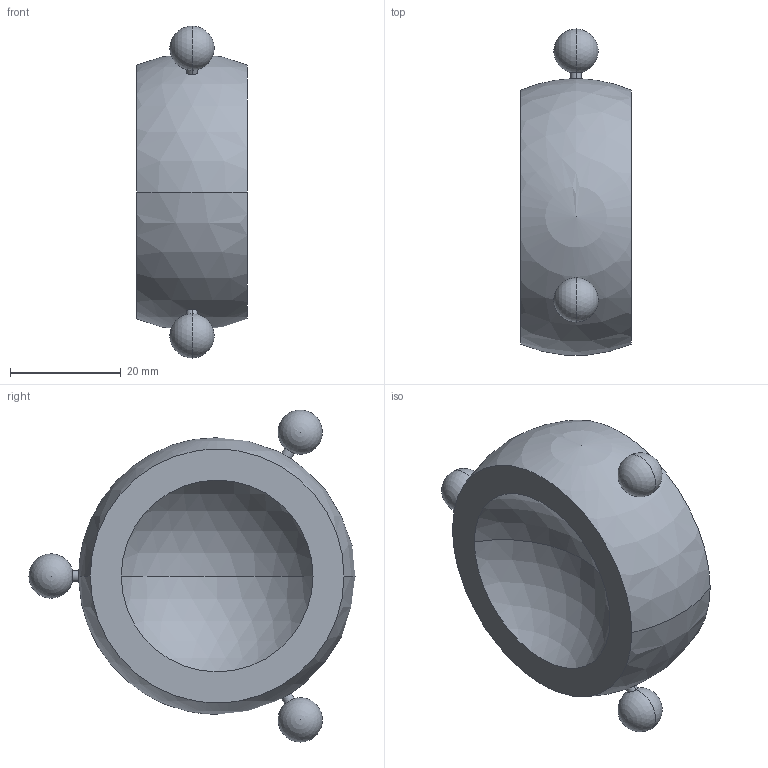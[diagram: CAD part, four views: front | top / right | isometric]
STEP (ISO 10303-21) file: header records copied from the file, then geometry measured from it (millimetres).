
FILE_DESCRIPTION (( 'STEP AP214' ), '1' );
FILE_NAME ('Pieza2.STEP', '2019-04-01T22:40:00', ( 'MariaConsuegra' ), ( '' ), 'SwSTEP 2.0', 'SolidWorks 2015', '' );
FILE_SCHEMA (( 'AUTOMOTIVE_DESIGN' ));
Length unit declared in the file: millimetre
Products named in the file (1): Pieza2
Bounding box: 20 x 58.92 x 59.96 mm (x, y, z)
Volume: 32753.9 mm3; surface area: 7360.2 mm2
Topology: 1 solids, 1 shells, 18 faces, 56 edges, 35 vertices
Faces by surface type: sphere 10, cylinder 6, plane 2
Entity records: 530 total; most frequent: DIRECTION 106, CARTESIAN_POINT 80, ORIENTED_EDGE 74, AXIS2_PLACEMENT_3D 50, EDGE_CURVE 37, CIRCLE 31, VERTEX_POINT 24, EDGE_LOOP 21
